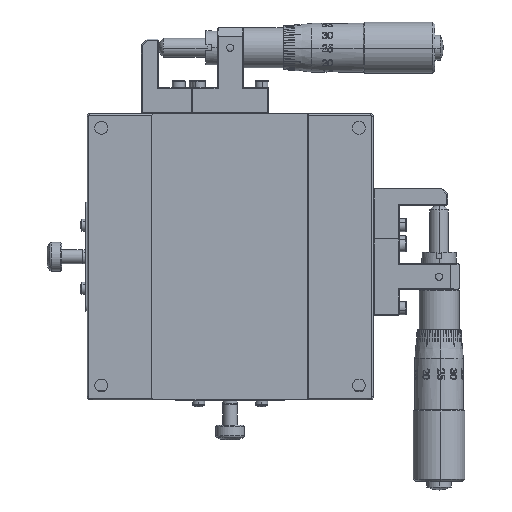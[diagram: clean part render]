
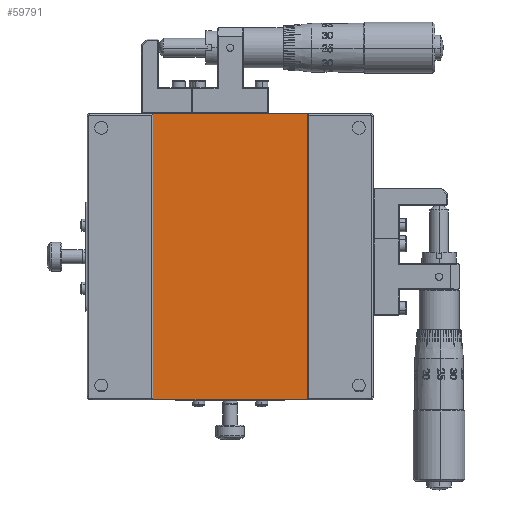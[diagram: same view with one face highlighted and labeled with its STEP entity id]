
A CAD part, front view. The second image highlights one B-rep face of the part: STEP entity #59791.
In plain terms, the highlighted planar face has unit normal (0, -1, 0).
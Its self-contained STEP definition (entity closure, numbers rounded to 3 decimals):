
#234 = CARTESIAN_POINT ( 'NONE',  ( -27., 0.3, 49.958 ) ) ;
#7038 = DIRECTION ( 'NONE',  ( 1., 0., 0. ) ) ;
#12080 = FACE_OUTER_BOUND ( 'NONE', #145476, .T. ) ;
#16236 = DIRECTION ( 'NONE',  ( -1., 0., 0. ) ) ;
#17544 = VECTOR ( 'NONE', #16236, 1000. ) ;
#18901 = ORIENTED_EDGE ( 'NONE', *, *, #91049, .T. ) ;
#20486 = LINE ( 'NONE', #148822, #151379 ) ;
#21285 = DIRECTION ( 'NONE',  ( 0., 1., 0. ) ) ;
#27381 = EDGE_CURVE ( 'NONE', #61783, #164101, #100682, .T. ) ;
#40375 = EDGE_CURVE ( 'NONE', #61783, #164035, #139427, .T. ) ;
#44551 = CARTESIAN_POINT ( 'NONE',  ( -27., 0.3, -49.958 ) ) ;
#48055 = DIRECTION ( 'NONE',  ( 0., 0., 1. ) ) ;
#53771 = ORIENTED_EDGE ( 'NONE', *, *, #40375, .T. ) ;
#55240 = LINE ( 'NONE', #142481, #17544 ) ;
#59791 = ADVANCED_FACE ( 'NONE', ( #12080 ), #71662, .F. ) ;
#61783 = VERTEX_POINT ( 'NONE', #44551 ) ;
#71662 = PLANE ( 'NONE',  #133939 ) ;
#72006 = VECTOR ( 'NONE', #7038, 1000. ) ;
#91049 = EDGE_CURVE ( 'NONE', #164035, #153903, #20486, .T. ) ;
#96640 = VECTOR ( 'NONE', #135799, 1000. ) ;
#97146 = CARTESIAN_POINT ( 'NONE',  ( -27., 0.3, -50. ) ) ;
#100682 = LINE ( 'NONE', #148593, #96640 ) ;
#109891 = DIRECTION ( 'NONE',  ( 0., 0., 1. ) ) ;
#120571 = CARTESIAN_POINT ( 'NONE',  ( -27., 0.3, -49.958 ) ) ;
#125410 = CARTESIAN_POINT ( 'NONE',  ( 27., 0.3, -49.958 ) ) ;
#133939 = AXIS2_PLACEMENT_3D ( 'NONE', #97146, #21285, #109891 ) ;
#135799 = DIRECTION ( 'NONE',  ( 0., 0., 1. ) ) ;
#139427 = LINE ( 'NONE', #120571, #72006 ) ;
#142481 = CARTESIAN_POINT ( 'NONE',  ( 27., 0.3, 49.958 ) ) ;
#142715 = EDGE_CURVE ( 'NONE', #153903, #164101, #55240, .T. ) ;
#143357 = ORIENTED_EDGE ( 'NONE', *, *, #142715, .T. ) ;
#145476 = EDGE_LOOP ( 'NONE', ( #164249, #53771, #18901, #143357 ) ) ;
#147880 = CARTESIAN_POINT ( 'NONE',  ( 27., 0.3, 49.958 ) ) ;
#148593 = CARTESIAN_POINT ( 'NONE',  ( -27., 0.3, -50. ) ) ;
#148822 = CARTESIAN_POINT ( 'NONE',  ( 27., 0.3, -50. ) ) ;
#151379 = VECTOR ( 'NONE', #48055, 1000. ) ;
#153903 = VERTEX_POINT ( 'NONE', #147880 ) ;
#164035 = VERTEX_POINT ( 'NONE', #125410 ) ;
#164101 = VERTEX_POINT ( 'NONE', #234 ) ;
#164249 = ORIENTED_EDGE ( 'NONE', *, *, #27381, .F. ) ;
